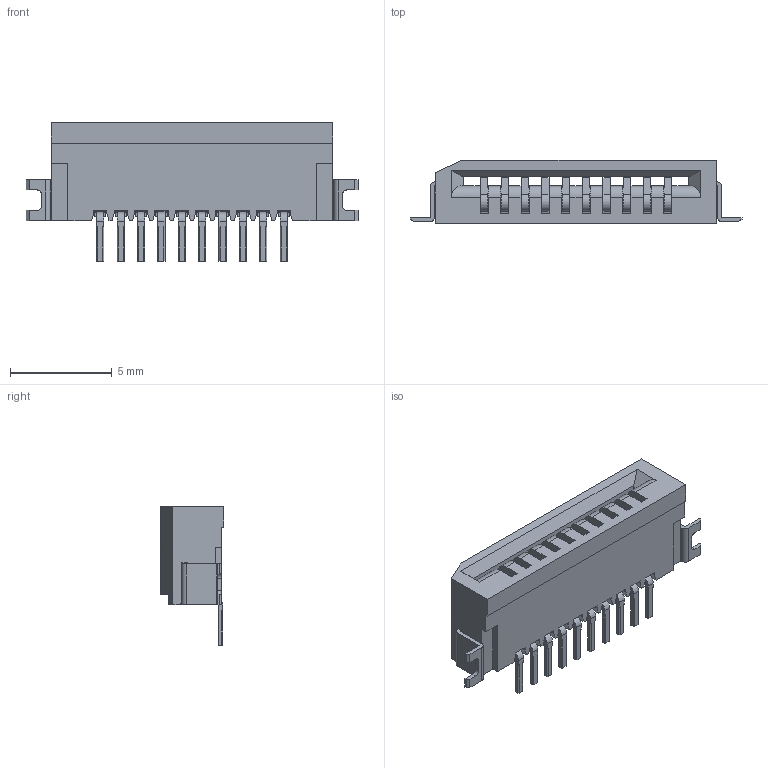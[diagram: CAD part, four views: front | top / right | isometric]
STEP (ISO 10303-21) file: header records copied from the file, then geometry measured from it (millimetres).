
FILE_DESCRIPTION((''),'2;1');
FILE_NAME('528521070','2008-12-11T',('PNB'),(''),'PRO/ENGINEER BY PARAMETRIC TECHNOLOGY CORPORATION, 2003451','PRO/ENGINEER BY PARAMETRIC TECHNOLOGY CORPORATION, 2003451','');
FILE_SCHEMA(('CONFIG_CONTROL_DESIGN'));
Length unit declared in the file: millimetre
Products named in the file (1): 528521070
Bounding box: 16.3 x 3.1 x 6.8 mm (x, y, z)
Volume: 138.5 mm3; surface area: 519.9 mm2
Topology: 1 solids, 1 shells, 667 faces, 2122 edges, 1416 vertices
Faces by surface type: plane 584, cylinder 83
Entity records: 23123 total; most frequent: CARTESIAN_POINT 4171, ORIENTED_EDGE 4148, DIRECTION 3622, EDGE_CURVE 2074, VECTOR 1956, LINE 1956, VERTEX_POINT 1368, AXIS2_PLACEMENT_3D 833
